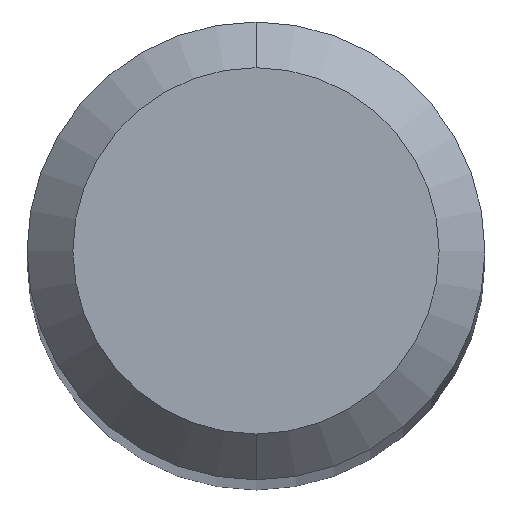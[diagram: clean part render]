
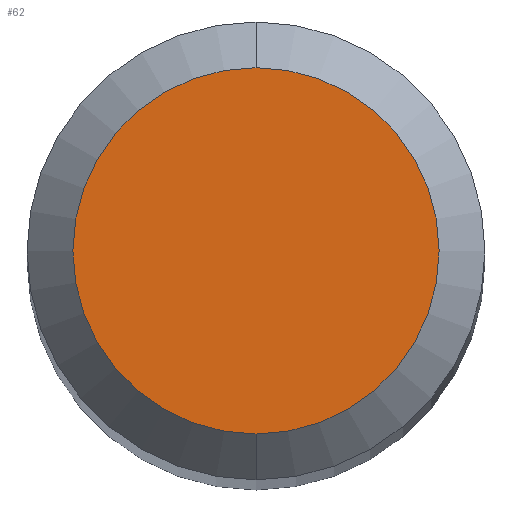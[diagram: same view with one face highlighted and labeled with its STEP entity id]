
A CAD part, top view. The second image highlights one B-rep face of the part: STEP entity #62.
In plain terms, the highlighted planar face has unit normal (0, 0, 1).
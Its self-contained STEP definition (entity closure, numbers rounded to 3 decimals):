
#47=PLANE('',#382);
#62=ADVANCED_FACE('',(#89),#47,.F.);
#89=FACE_OUTER_BOUND('',#106,.T.);
#106=EDGE_LOOP('',(#158,#159));
#158=ORIENTED_EDGE('',*,*,#212,.F.);
#159=ORIENTED_EDGE('',*,*,#210,.F.);
#183=VERTEX_POINT('',#557);
#184=VERTEX_POINT('',#559);
#210=EDGE_CURVE('',#183,#184,#229,.T.);
#212=EDGE_CURVE('',#184,#183,#230,.T.);
#229=CIRCLE('',#378,1.2);
#230=CIRCLE('',#380,1.2);
#378=AXIS2_PLACEMENT_3D('',#558,#471,#472);
#380=AXIS2_PLACEMENT_3D('',#562,#476,#477);
#382=AXIS2_PLACEMENT_3D('',#564,#480,#481);
#471=DIRECTION('',(0.,0.,-1.));
#472=DIRECTION('',(0.,-1.,0.));
#476=DIRECTION('',(0.,0.,-1.));
#477=DIRECTION('',(0.,1.,0.));
#480=DIRECTION('',(0.,0.,-1.));
#481=DIRECTION('',(0.,1.,0.));
#557=CARTESIAN_POINT('',(0.,-1.2,45.));
#558=CARTESIAN_POINT('',(0.,0.,45.));
#559=CARTESIAN_POINT('',(0.,1.2,45.));
#562=CARTESIAN_POINT('',(0.,0.,45.));
#564=CARTESIAN_POINT('',(0.,0.,45.));
